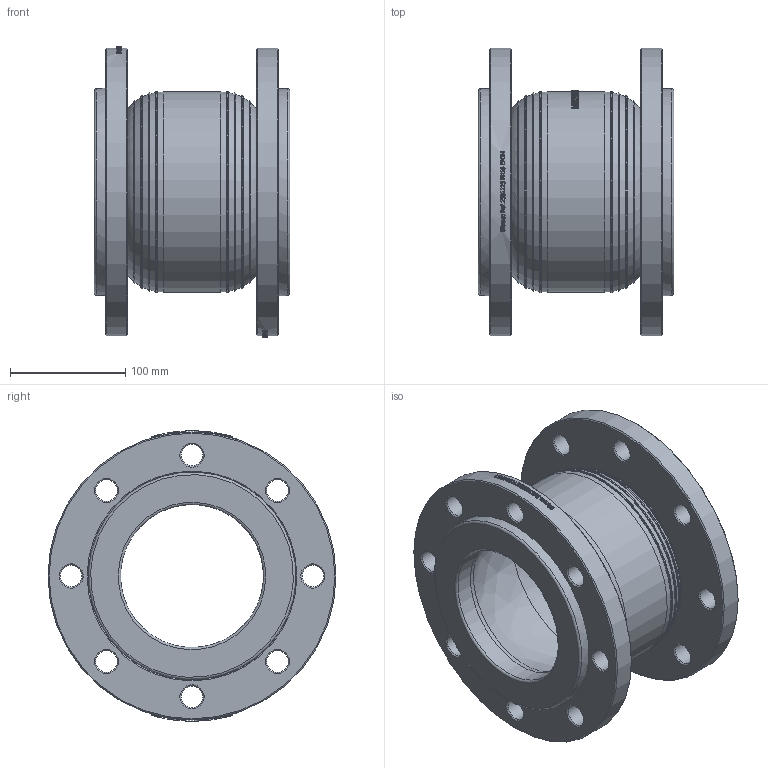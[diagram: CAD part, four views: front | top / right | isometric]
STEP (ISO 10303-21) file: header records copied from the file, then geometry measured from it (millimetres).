
FILE_DESCRIPTION(/* description */ ('1501125'),/* implementation_level */ '2;1');
FILE_NAME(/* name */ '1501125.stp',/* time_stamp */ '2014-09-25T16:25:33+02:00',/* author */ ('JM'),/* organization */ ('Sferaco'),/* preprocessor_version */ 'ST-DEVELOPER v15.6',/* originating_system */ 'Autodesk Inventor 2015',/* authorisation */ '');
FILE_SCHEMA (('AUTOMOTIVE_DESIGN { 1 0 10303 214 3 1 1 }'));
Products named in the file (1): 1501125_bd
Bounding box: 170 x 250 x 252 mm (x, y, z)
Volume: 2086823.3 mm3; surface area: 345749.3 mm2
Topology: 1 solids, 3 shells, 1394 faces, 3753 edges, 2488 vertices
Faces by surface type: bspline 605, plane 576, cylinder 133, torus 42, cone 38
Full cylindrical faces by diameter (mm): 19 x16, 124 x2, 174 x1, 180 x4, 250 x2
Entity records: 59549 total; most frequent: CARTESIAN_POINT 27155, ORIENTED_EDGE 7234, DIRECTION 4703, EDGE_CURVE 3617, VERTEX_POINT 2460, LINE 1695, VECTOR 1695, EDGE_LOOP 1663
